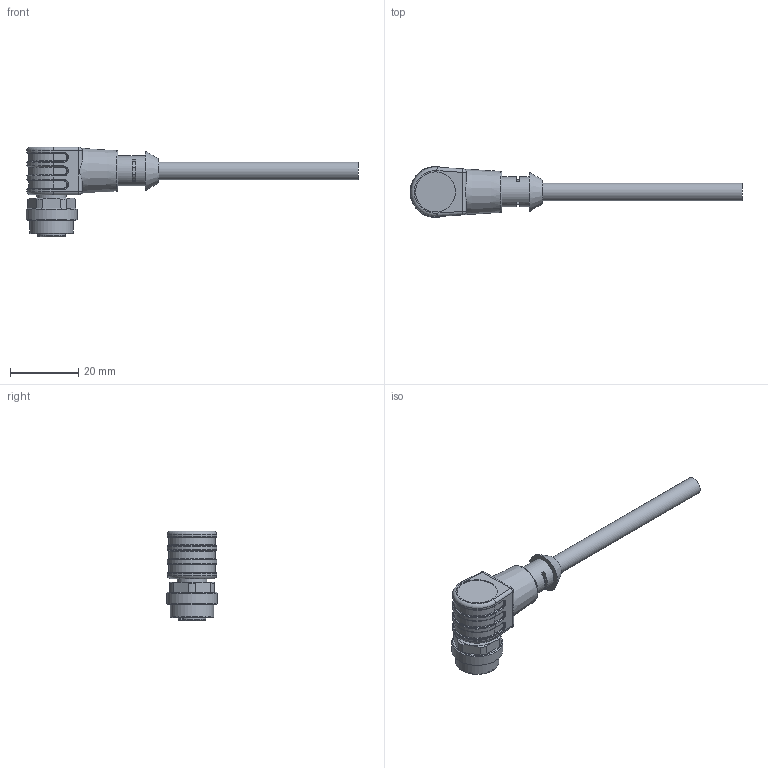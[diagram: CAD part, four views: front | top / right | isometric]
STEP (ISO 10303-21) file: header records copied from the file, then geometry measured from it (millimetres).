
FILE_DESCRIPTION(/* description */ (''),/* implementation_level */ '2;1');
FILE_NAME(/* name */ 'AL-WWAK12.stp',/* time_stamp */ '2015-06-25T08:42:15+02:00',/* author */ ('ESCHA Bauelemente GmbH'),/* organization */ ('ESCHA Bauelemente GmbH'),/* preprocessor_version */ 'ST-DEVELOPER v14',/* originating_system */ 'SIEMENS PLM Software NX 8.0',/* authorisation */ '');
FILE_SCHEMA (('AP203_CONFIGURATION_CONTROLLED_3D_DESIGN_OF_MECHANICAL_PARTS_AND_ASSEMBLIES_MIM_LF { 1 0 10303 403 2 1 2}'));
Length unit declared in the file: millimetre
Products named in the file (1): AL-WWAK5
Bounding box: 97.55 x 15 x 26.4 mm (x, y, z)
Volume: 7390.5 mm3; surface area: 4271.9 mm2
Topology: 1 solids, 1 shells, 410 faces, 1011 edges, 643 vertices
Faces by surface type: plane 156, extrusion 116, cylinder 80, cone 24, torus 18, bspline 14, sphere 2
Full cylindrical faces by diameter (mm): 0.7 x12, 5.2 x1, 8.7 x1, 8.8 x1, 10.95 x1, 11.8 x1, 12.3 x1, 12.8 x1, 15 x1
Entity records: 13460 total; most frequent: CARTESIAN_POINT 4339, ORIENTED_EDGE 1912, DIRECTION 1566, EDGE_CURVE 956, VERTEX_POINT 634, VECTOR 596, EDGE_LOOP 498, AXIS2_PLACEMENT_3D 485
